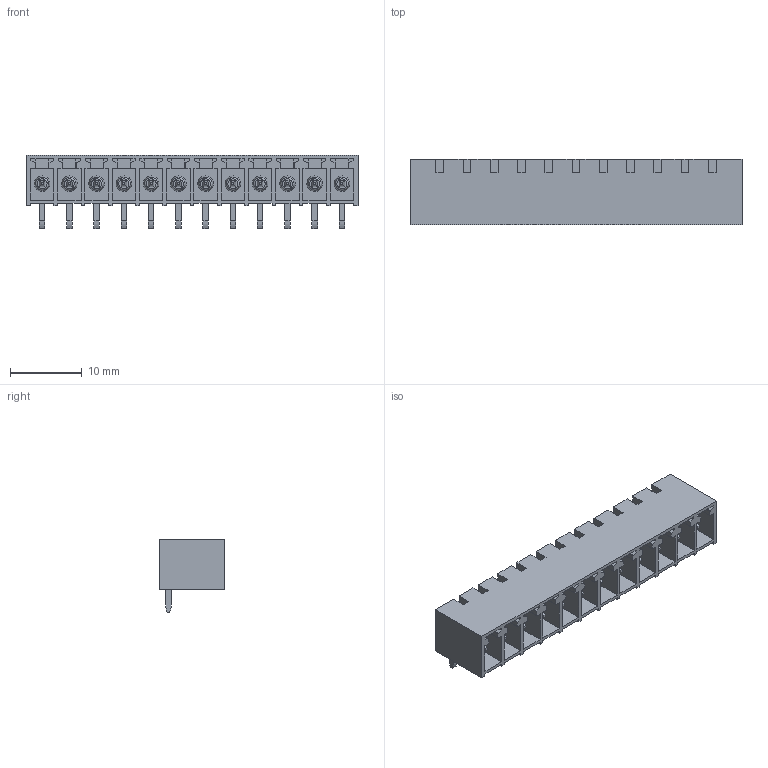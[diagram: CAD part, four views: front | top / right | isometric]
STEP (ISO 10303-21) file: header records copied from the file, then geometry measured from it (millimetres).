
FILE_DESCRIPTION(('CATIA V5 STEP Exchange','CAx-IF Rec.Pracs.--- Model Styling and Organization---1.2---2011-12-15'),'2;1');
FILE_NAME ('D1457641_0_1862730000_1862730000.stp','2018-10-11T07:25:30+00:00',('none'),('Weidmueller'),'CATIA Version 5-6 Release 2014','CATIA V5 STEP AP214','none');
FILE_SCHEMA(('AUTOMOTIVE_DESIGN { 1 0 10303 214 1 1 1 1 }'));
Length unit declared in the file: millimetre
Products named in the file (1): 1862730000
Bounding box: 46.41 x 9.2 x 10.27 mm (x, y, z)
Volume: 1168.6 mm3; surface area: 4418.5 mm2
Topology: 13 solids, 13 shells, 880 faces, 2522 edges, 1704 vertices
Faces by surface type: plane 666, cylinder 166, torus 24, cone 24
Entity records: 26093 total; most frequent: ORIENTED_EDGE 5044, CARTESIAN_POINT 4801, DIRECTION 3334, EDGE_CURVE 2522, VECTOR 2094, LINE 2094, VERTEX_POINT 1704, EDGE_LOOP 940
